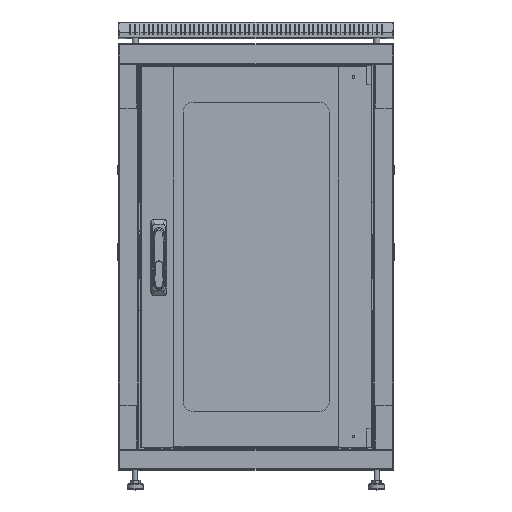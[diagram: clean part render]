
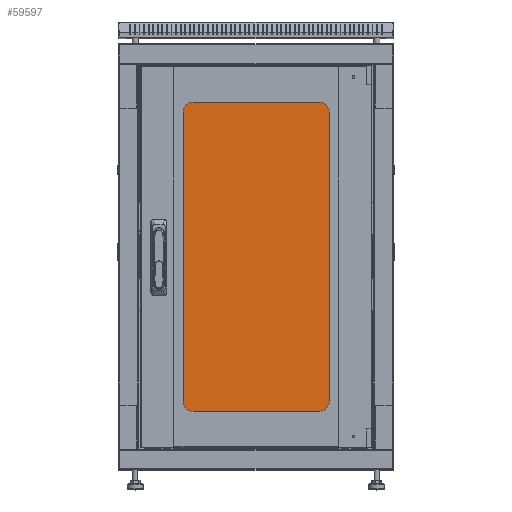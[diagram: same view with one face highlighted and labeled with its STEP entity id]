
A CAD part, top view. The second image highlights one B-rep face of the part: STEP entity #59597.
In plain terms, the highlighted planar face has unit normal (0, 0, 1).
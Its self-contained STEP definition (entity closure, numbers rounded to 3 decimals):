
#6830 = VECTOR ( 'NONE', #22237, 1000. ) ;
#7196 = ORIENTED_EDGE ( 'NONE', *, *, #10782, .T. ) ;
#10782 = EDGE_CURVE ( 'NONE', #62501, #61273, #19650, .T. ) ;
#11684 = CARTESIAN_POINT ( 'NONE',  ( 180., -415.7, 4. ) ) ;
#13232 = AXIS2_PLACEMENT_3D ( 'NONE', #82590, #90757, #89699 ) ;
#17160 = LINE ( 'NONE', #19815, #28559 ) ;
#17233 = PLANE ( 'NONE',  #13232 ) ;
#17786 = FACE_OUTER_BOUND ( 'NONE', #83402, .T. ) ;
#19253 = ORIENTED_EDGE ( 'NONE', *, *, #102456, .T. ) ;
#19650 = LINE ( 'NONE', #91683, #41303 ) ;
#19815 = CARTESIAN_POINT ( 'NONE',  ( 180., 415.7, 4. ) ) ;
#22237 = DIRECTION ( 'NONE',  ( 0., 1., 0. ) ) ;
#25959 = EDGE_CURVE ( 'NONE', #66598, #100543, #17160, .T. ) ;
#26189 = ORIENTED_EDGE ( 'NONE', *, *, #25959, .T. ) ;
#28559 = VECTOR ( 'NONE', #84101, 1000. ) ;
#29085 = CARTESIAN_POINT ( 'NONE',  ( -180., -415.7, 4. ) ) ;
#33455 = CARTESIAN_POINT ( 'NONE',  ( 180., -415.7, 4. ) ) ;
#38302 = CARTESIAN_POINT ( 'NONE',  ( -180., 415.7, 4. ) ) ;
#39864 = LINE ( 'NONE', #33455, #6830 ) ;
#41303 = VECTOR ( 'NONE', #99208, 1000. ) ;
#54314 = EDGE_CURVE ( 'NONE', #61273, #66598, #39864, .T. ) ;
#59597 = ADVANCED_FACE ( 'NONE', ( #17786 ), #17233, .T. ) ;
#60406 = LINE ( 'NONE', #29085, #95948 ) ;
#61273 = VERTEX_POINT ( 'NONE', #11684 ) ;
#62501 = VERTEX_POINT ( 'NONE', #78403 ) ;
#66598 = VERTEX_POINT ( 'NONE', #98794 ) ;
#68558 = DIRECTION ( 'NONE',  ( 0., -1., 0. ) ) ;
#78403 = CARTESIAN_POINT ( 'NONE',  ( -180., -415.7, 4. ) ) ;
#82590 = CARTESIAN_POINT ( 'NONE',  ( 0., 0., 4. ) ) ;
#83402 = EDGE_LOOP ( 'NONE', ( #19253, #7196, #91923, #26189 ) ) ;
#84101 = DIRECTION ( 'NONE',  ( -1., 0., 0. ) ) ;
#89699 = DIRECTION ( 'NONE',  ( 1., 0., 0. ) ) ;
#90757 = DIRECTION ( 'NONE',  ( 0., 0., 1. ) ) ;
#91683 = CARTESIAN_POINT ( 'NONE',  ( 180., -415.7, 4. ) ) ;
#91923 = ORIENTED_EDGE ( 'NONE', *, *, #54314, .T. ) ;
#95948 = VECTOR ( 'NONE', #68558, 1000. ) ;
#98794 = CARTESIAN_POINT ( 'NONE',  ( 180., 415.7, 4. ) ) ;
#99208 = DIRECTION ( 'NONE',  ( 1., 0., 0. ) ) ;
#100543 = VERTEX_POINT ( 'NONE', #38302 ) ;
#102456 = EDGE_CURVE ( 'NONE', #100543, #62501, #60406, .T. ) ;
